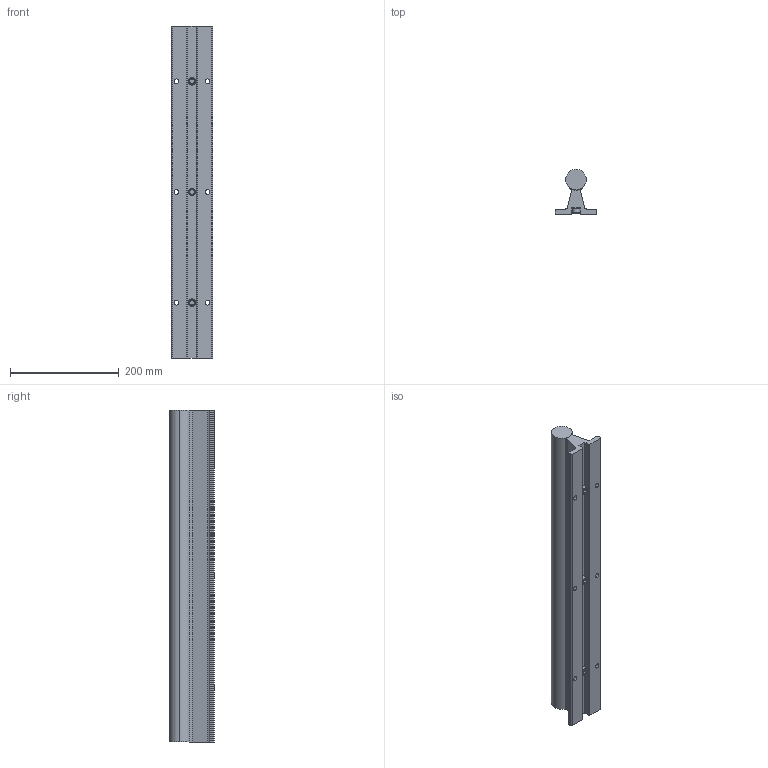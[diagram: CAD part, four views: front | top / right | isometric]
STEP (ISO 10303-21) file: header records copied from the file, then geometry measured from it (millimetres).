
FILE_DESCRIPTION (( 'STEP AP203' ), '1' );
FILE_NAME ('ShaftRailAssembly_1DB759C84E.step', '2022-06-16T14:24:06', ( '' ), ( '' ), 'SwSTEP 2.0', 'SolidWorks 2019', '' );
FILE_SCHEMA (( 'CONFIG_CONTROL_DESIGN' ));
Length unit declared in the file: inch
Products named in the file (3): 3ojEFerpCt_CADModel_0; ShaftRailAssembly_1DB759C84E
Assembly tree (1 placements, depth 2):
  3ojEFerpCt_CADModel_0
  ShaftRailAssembly_1DB759C84E
    3ojEFerpCt_CADModel_0
Bounding box: 76.2 x 82.55 x 609.6 mm (x, y, z)
Volume: 1542608.3 mm3; surface area: 243159.3 mm2
Topology: 5 solids, 5 shells, 161 faces, 369 edges, 221 vertices
Faces by surface type: plane 60, cylinder 56, cone 45
Entity records: 5145 total; most frequent: CARTESIAN_POINT 1209, DIRECTION 801, ORIENTED_EDGE 726, EDGE_CURVE 363, AXIS2_PLACEMENT_3D 305, VERTEX_POINT 221, VECTOR 191, LINE 191
